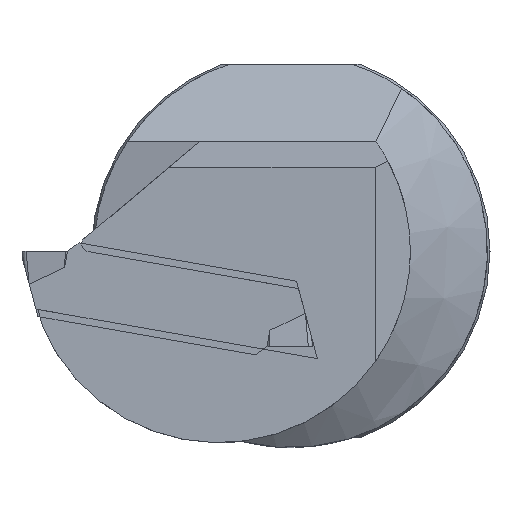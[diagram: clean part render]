
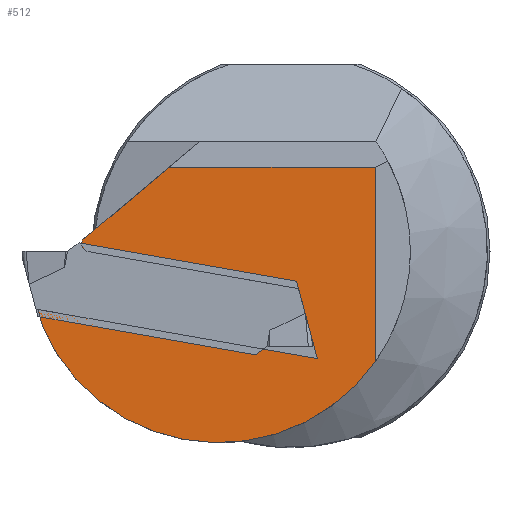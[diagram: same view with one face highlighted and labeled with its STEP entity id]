
A CAD part, left-side view. The second image highlights one B-rep face of the part: STEP entity #512.
In plain terms, the highlighted planar face has unit normal (-1, 0, 0).
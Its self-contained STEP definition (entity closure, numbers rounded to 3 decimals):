
#57=CIRCLE('',#1403,19.25);
#58=CIRCLE('',#1404,0.8);
#512=ADVANCED_FACE('',(#603),#560,.T.);
#560=PLANE('',#1405);
#603=FACE_OUTER_BOUND('',#655,.T.);
#655=EDGE_LOOP('',(#817,#818,#819,#820,#821,#822,#823,#824,#825));
#817=ORIENTED_EDGE('',*,*,#1114,.T.);
#818=ORIENTED_EDGE('',*,*,#1115,.T.);
#819=ORIENTED_EDGE('',*,*,#1116,.T.);
#820=ORIENTED_EDGE('',*,*,#1117,.F.);
#821=ORIENTED_EDGE('',*,*,#1118,.F.);
#822=ORIENTED_EDGE('',*,*,#1119,.F.);
#823=ORIENTED_EDGE('',*,*,#1120,.T.);
#824=ORIENTED_EDGE('',*,*,#1121,.T.);
#825=ORIENTED_EDGE('',*,*,#1122,.T.);
#1003=VERTEX_POINT('',#1884);
#1004=VERTEX_POINT('',#1885);
#1005=VERTEX_POINT('',#1887);
#1006=VERTEX_POINT('',#1889);
#1007=VERTEX_POINT('',#1891);
#1008=VERTEX_POINT('',#1893);
#1009=VERTEX_POINT('',#1895);
#1010=VERTEX_POINT('',#1897);
#1011=VERTEX_POINT('',#1899);
#1114=EDGE_CURVE('',#1003,#1004,#1235,.T.);
#1115=EDGE_CURVE('',#1004,#1005,#1236,.T.);
#1116=EDGE_CURVE('',#1005,#1006,#1237,.T.);
#1117=EDGE_CURVE('',#1007,#1006,#57,.T.);
#1118=EDGE_CURVE('',#1008,#1007,#1238,.T.);
#1119=EDGE_CURVE('',#1009,#1008,#1239,.T.);
#1120=EDGE_CURVE('',#1009,#1010,#1240,.T.);
#1121=EDGE_CURVE('',#1010,#1011,#58,.T.);
#1122=EDGE_CURVE('',#1011,#1003,#1241,.T.);
#1235=LINE('',#1883,#1327);
#1236=LINE('',#1886,#1328);
#1237=LINE('',#1888,#1329);
#1238=LINE('',#1892,#1330);
#1239=LINE('',#1894,#1331);
#1240=LINE('',#1896,#1332);
#1241=LINE('',#1900,#1333);
#1327=VECTOR('',#1586,1.);
#1328=VECTOR('',#1587,1.);
#1329=VECTOR('',#1588,1.);
#1330=VECTOR('',#1591,1.);
#1331=VECTOR('',#1592,1.);
#1332=VECTOR('',#1593,1.);
#1333=VECTOR('',#1596,1.);
#1403=AXIS2_PLACEMENT_3D('',#1890,#1589,#1590);
#1404=AXIS2_PLACEMENT_3D('',#1898,#1594,#1595);
#1405=AXIS2_PLACEMENT_3D('',#1901,#1597,#1598);
#1586=DIRECTION('',(0.,-0.259,-0.966));
#1587=DIRECTION('',(0.,0.985,0.174));
#1588=DIRECTION('',(0.,-0.259,-0.966));
#1589=DIRECTION('',(1.,0.,0.));
#1590=DIRECTION('',(0.,1.,0.));
#1591=DIRECTION('',(0.,0.,-1.));
#1592=DIRECTION('',(0.,-1.,0.));
#1593=DIRECTION('',(0.,0.766,-0.643));
#1594=DIRECTION('',(-1.,0.,0.));
#1595=DIRECTION('',(0.,1.,0.));
#1596=DIRECTION('',(0.,-0.985,-0.174));
#1597=DIRECTION('',(-1.,0.,0.));
#1598=DIRECTION('',(0.,1.,0.));
#1883=CARTESIAN_POINT('',(0.5,0.226,-0.061));
#1884=CARTESIAN_POINT('',(0.5,-0.771,-3.78));
#1885=CARTESIAN_POINT('',(0.5,-2.655,-10.814));
#1886=CARTESIAN_POINT('',(0.5,1.769,-10.034));
#1887=CARTESIAN_POINT('',(0.5,25.4,-5.867));
#1888=CARTESIAN_POINT('',(0.5,25.165,-6.743));
#1889=CARTESIAN_POINT('',(0.5,24.934,-7.606));
#1890=CARTESIAN_POINT('',(0.5,7.25,0.));
#1891=CARTESIAN_POINT('',(0.5,-8.5,-11.068));
#1892=CARTESIAN_POINT('',(0.5,-8.5,0.));
#1893=CARTESIAN_POINT('',(0.5,-8.5,8.435));
#1894=CARTESIAN_POINT('',(0.5,0.,8.435));
#1895=CARTESIAN_POINT('',(0.5,12.185,8.435));
#1896=CARTESIAN_POINT('',(0.5,9.188,10.95));
#1897=CARTESIAN_POINT('',(0.5,20.896,1.126));
#1898=CARTESIAN_POINT('',(0.5,20.2,0.73));
#1899=CARTESIAN_POINT('',(0.5,20.339,-0.057));
#1900=CARTESIAN_POINT('',(0.5,0.623,-3.534));
#1901=CARTESIAN_POINT('',(0.5,0.,0.));
